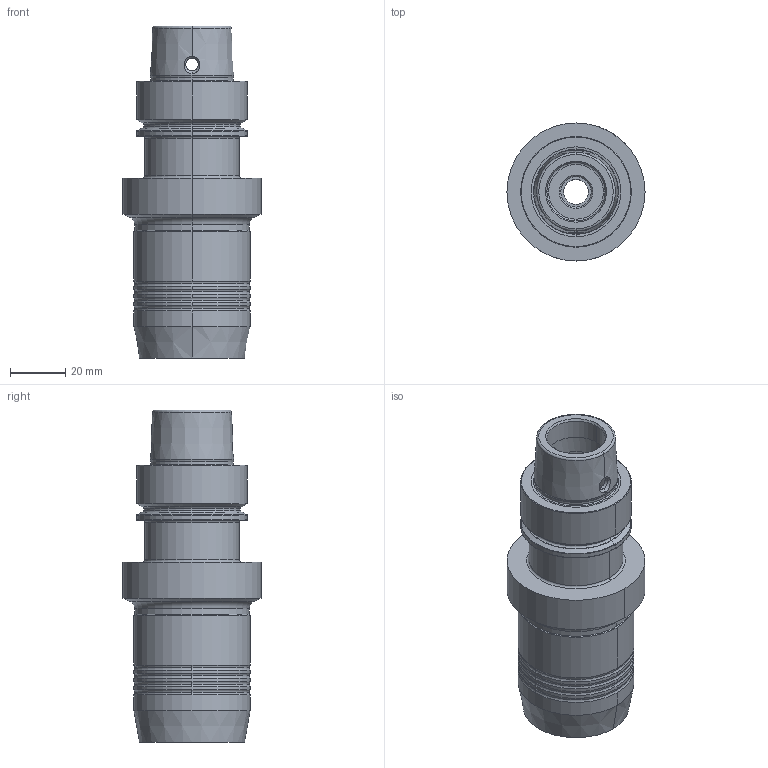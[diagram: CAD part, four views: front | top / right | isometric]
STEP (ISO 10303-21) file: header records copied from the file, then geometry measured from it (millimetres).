
FILE_DESCRIPTION (( 'STEP AP214' ), '1' );
FILE_NAME ('77.E40.020 x=100_step.STEP', '2022-04-12T10:36:40', ( '' ), ( '' ), 'SwSTEP 2.0', 'SolidWorks 2018', '' );
FILE_SCHEMA (( 'AUTOMOTIVE_DESIGN' ));
Length unit declared in the file: millimetre
Products named in the file (1): 77.E40.020 x=100_step
Bounding box: 49.85 x 49.85 x 119.9 mm (x, y, z)
Volume: 116241.8 mm3; surface area: 25725 mm2
Topology: 1 solids, 1 shells, 140 faces, 311 edges, 177 vertices
Faces by surface type: torus 54, cylinder 43, cone 30, plane 13
Entity records: 4395 total; most frequent: CARTESIAN_POINT 897, DIRECTION 795, ORIENTED_EDGE 618, AXIS2_PLACEMENT_3D 358, EDGE_CURVE 309, CIRCLE 217, VERTEX_POINT 177, EDGE_LOOP 152
